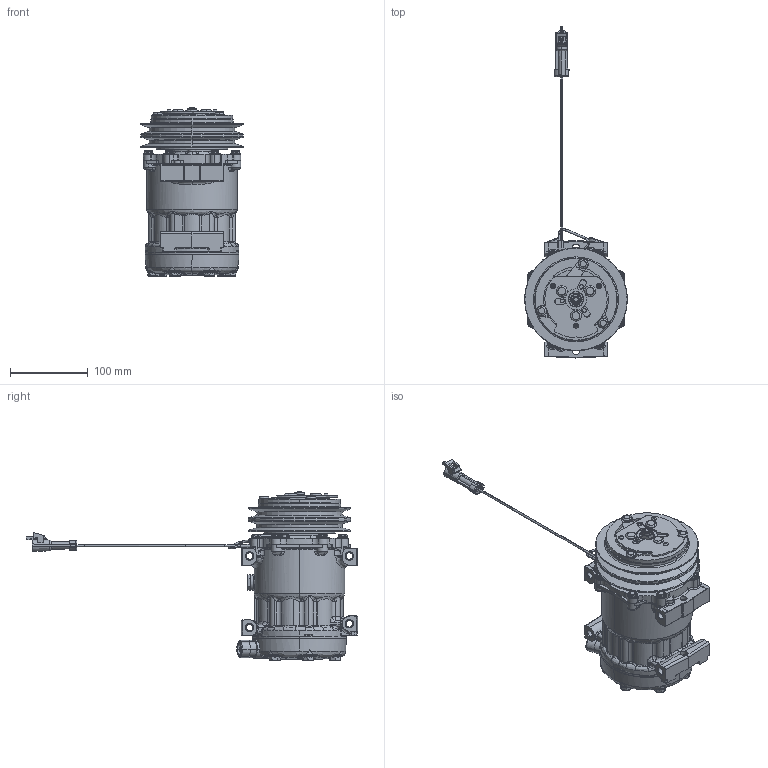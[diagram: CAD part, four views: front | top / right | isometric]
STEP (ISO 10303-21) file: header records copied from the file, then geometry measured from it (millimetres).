
FILE_DESCRIPTION (( 'STEP AP203' ), '1' );
FILE_NAME ('SANDEN_4626_REV_H_COMPR_AC.STEP', '2009-09-22T13:30:18', ( '' ), ( '' ), 'SwSTEP 2.0', 'SolidWorks 2007', '' );
FILE_SCHEMA (( 'CONFIG_CONTROL_DESIGN' ));
Products named in the file (1): SANDEN_4626_REV_H_COMPR_AC
Bounding box: 132 x 425.9 x 217.44 mm (x, y, z)
Volume: 2201292.7 mm3; surface area: 261180.1 mm2
Topology: 1 solids, 5 shells, 2545 faces, 6526 edges, 4007 vertices
Faces by surface type: bspline 799, cylinder 741, plane 667, cone 308, torus 30
Entity records: 176812 total; most frequent: CARTESIAN_POINT 123160, ORIENTED_EDGE 12962, DIRECTION 8666, EDGE_CURVE 6481, VERTEX_POINT 4007, AXIS2_PLACEMENT_3D 3385, B_SPLINE_CURVE_WITH_KNOTS 2712, EDGE_LOOP 2704
